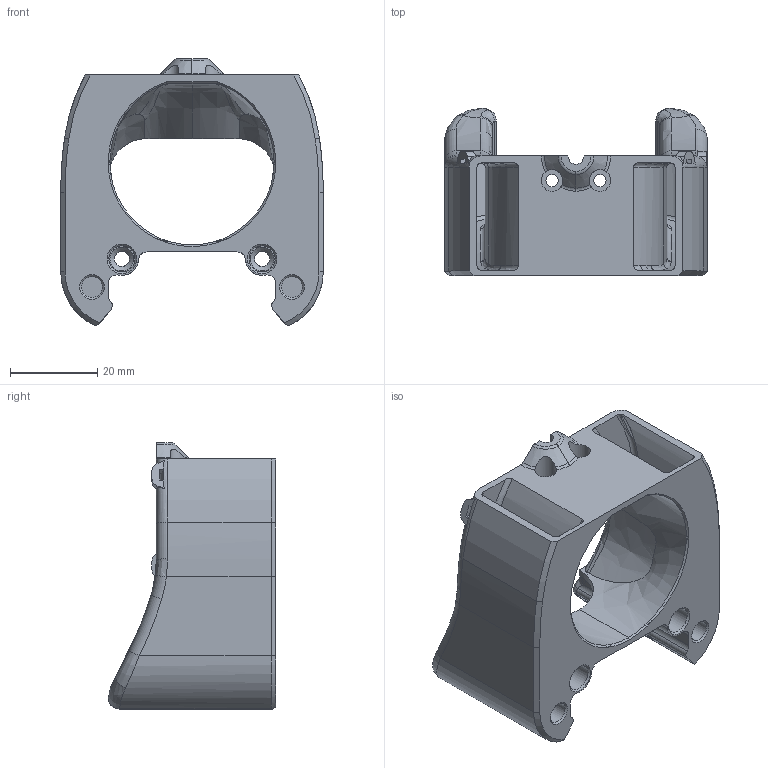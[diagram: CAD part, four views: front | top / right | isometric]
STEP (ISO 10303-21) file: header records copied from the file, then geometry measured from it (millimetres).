
FILE_DESCRIPTION(/* description */ (''),/* implementation_level */ '2;1');
FILE_NAME(/* name */ 'Badnoob''s Dragoon Front.step',/* time_stamp */ '2020-07-02T19:07:33-05:00',/* author */ (''),/* organization */ (''),/* preprocessor_version */ 'ST-DEVELOPER v18.1',/* originating_system */ 'Autodesk Translation Framework v9.3.0.1241',/* authorisation */ '');
FILE_SCHEMA (('AUTOMOTIVE_DESIGN { 1 0 10303 214 3 1 1 }'));
Length unit declared in the file: millimetre
Products named in the file (1): Badnoob's Dragoon Front
Bounding box: 60.26 x 38.41 x 61.1 mm (x, y, z)
Volume: 28034.3 mm3; surface area: 21624.8 mm2
Topology: 1 solids, 1 shells, 302 faces, 805 edges, 504 vertices
Faces by surface type: plane 87, cylinder 78, bspline 73, torus 44, cone 20
Full cylindrical faces by diameter (mm): 2.8 x2, 3.5 x2, 4.8 x4, 5 x2, 6 x2
Entity records: 12806 total; most frequent: CARTESIAN_POINT 5794, ORIENTED_EDGE 1610, DIRECTION 1285, EDGE_CURVE 805, AXIS2_PLACEMENT_3D 534, VERTEX_POINT 504, EDGE_LOOP 321, FACE_OUTER_BOUND 302
